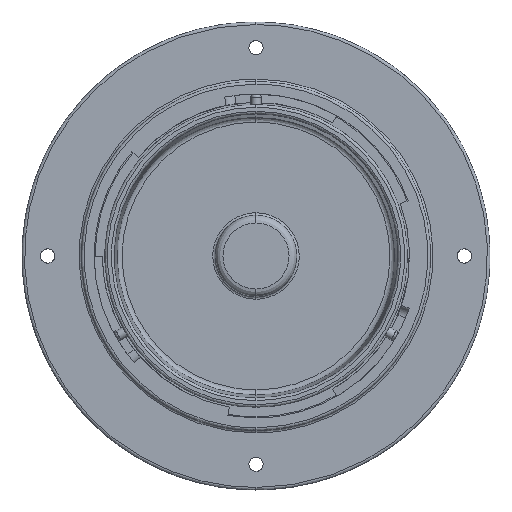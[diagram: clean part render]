
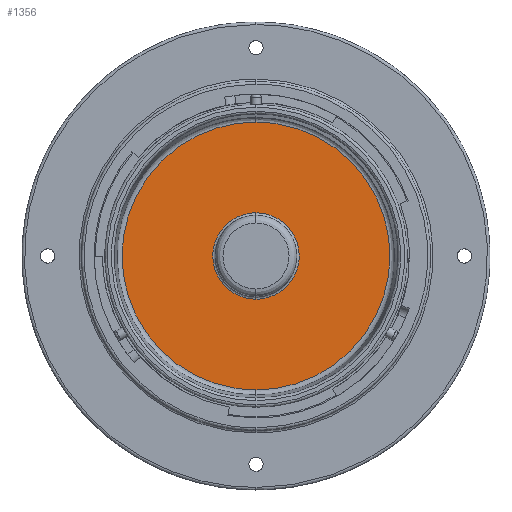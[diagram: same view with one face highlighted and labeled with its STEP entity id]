
A CAD part, front view. The second image highlights one B-rep face of the part: STEP entity #1356.
In plain terms, the highlighted free-form (B-spline) face has degree [1, 1] with [2, 2] control points.
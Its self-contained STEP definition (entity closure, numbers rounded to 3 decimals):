
#220 = VERTEX_POINT('',#221);
#221 = CARTESIAN_POINT('',(0.,-4.94,23.473));
#240 = VERTEX_POINT('',#241);
#241 = CARTESIAN_POINT('',(0.,-4.94,
    -23.473));
#247 = EDGE_CURVE('',#240,#220,#248,.T.);
#248 = ( BOUNDED_CURVE() B_SPLINE_CURVE(2,(#249,#250,#251,#252,#253),
.UNSPECIFIED.,.F.,.F.) B_SPLINE_CURVE_WITH_KNOTS((3,2,3),(3.142,
4.712,6.283),.PIECEWISE_BEZIER_KNOTS.) CURVE() 
GEOMETRIC_REPRESENTATION_ITEM() RATIONAL_B_SPLINE_CURVE((1.,
0.707,1.,0.707,1.)) REPRESENTATION_ITEM('') );
#249 = CARTESIAN_POINT('',(0.,-4.94,
    -23.473));
#250 = CARTESIAN_POINT('',(-23.473,-4.94,
    -23.473));
#251 = CARTESIAN_POINT('',(-23.473,-4.94,
    0.));
#252 = CARTESIAN_POINT('',(-23.473,-4.94,
    23.473));
#253 = CARTESIAN_POINT('',(0.,-4.94,
    23.473));
#277 = VERTEX_POINT('',#278);
#278 = CARTESIAN_POINT('',(0.,-4.94,72.763));
#284 = EDGE_CURVE('',#277,#285,#287,.T.);
#285 = VERTEX_POINT('',#286);
#286 = CARTESIAN_POINT('',(0.,-4.94,
    -72.763));
#287 = ( BOUNDED_CURVE() B_SPLINE_CURVE(2,(#288,#289,#290,#291,#292),
.UNSPECIFIED.,.F.,.F.) B_SPLINE_CURVE_WITH_KNOTS((3,2,3),(0.,
1.571,3.142),.PIECEWISE_BEZIER_KNOTS.) CURVE() 
GEOMETRIC_REPRESENTATION_ITEM() RATIONAL_B_SPLINE_CURVE((1.,
0.707,1.,0.707,1.)) REPRESENTATION_ITEM('') );
#288 = CARTESIAN_POINT('',(0.,-4.94,72.763));
#289 = CARTESIAN_POINT('',(-72.763,-4.94,
    72.763));
#290 = CARTESIAN_POINT('',(-72.763,-4.94,
    0.));
#291 = CARTESIAN_POINT('',(-72.763,-4.94,
    -72.763));
#292 = CARTESIAN_POINT('',(0.,-4.94,
    -72.763));
#1356 = ADVANCED_FACE('',(#1357,#1368),#1379,.F.);
#1357 = FACE_BOUND('',#1358,.T.);
#1358 = EDGE_LOOP('',(#1359,#1360));
#1359 = ORIENTED_EDGE('',*,*,#284,.T.);
#1360 = ORIENTED_EDGE('',*,*,#1361,.T.);
#1361 = EDGE_CURVE('',#285,#277,#1362,.T.);
#1362 = ( BOUNDED_CURVE() B_SPLINE_CURVE(2,(#1363,#1364,#1365,#1366,
#1367),.UNSPECIFIED.,.F.,.F.) B_SPLINE_CURVE_WITH_KNOTS((3,2,3),(
    3.142,4.712,6.283),
.PIECEWISE_BEZIER_KNOTS.) CURVE() GEOMETRIC_REPRESENTATION_ITEM() 
RATIONAL_B_SPLINE_CURVE((1.,0.707,1.,0.707,1.)) 
REPRESENTATION_ITEM('') );
#1363 = CARTESIAN_POINT('',(0.,-4.94,
    -72.763));
#1364 = CARTESIAN_POINT('',(72.763,-4.94,
    -72.763));
#1365 = CARTESIAN_POINT('',(72.763,-4.94,
    0.));
#1366 = CARTESIAN_POINT('',(72.763,-4.94,
    72.763));
#1367 = CARTESIAN_POINT('',(0.,-4.94,
    72.763));
#1368 = FACE_BOUND('',#1369,.T.);
#1369 = EDGE_LOOP('',(#1370,#1378));
#1370 = ORIENTED_EDGE('',*,*,#1371,.T.);
#1371 = EDGE_CURVE('',#220,#240,#1372,.T.);
#1372 = ( BOUNDED_CURVE() B_SPLINE_CURVE(2,(#1373,#1374,#1375,#1376,
#1377),.UNSPECIFIED.,.F.,.F.) B_SPLINE_CURVE_WITH_KNOTS((3,2,3),(0.,
1.571,3.142),.PIECEWISE_BEZIER_KNOTS.) CURVE() 
GEOMETRIC_REPRESENTATION_ITEM() RATIONAL_B_SPLINE_CURVE((1.,
0.707,1.,0.707,1.)) REPRESENTATION_ITEM('') );
#1373 = CARTESIAN_POINT('',(0.,-4.94,23.473));
#1374 = CARTESIAN_POINT('',(23.473,-4.94,
    23.473));
#1375 = CARTESIAN_POINT('',(23.473,-4.94,
    0.));
#1376 = CARTESIAN_POINT('',(23.473,-4.94,
    -23.473));
#1377 = CARTESIAN_POINT('',(0.,-4.94,
    -23.473));
#1378 = ORIENTED_EDGE('',*,*,#247,.T.);
#1379 = B_SPLINE_SURFACE_WITH_KNOTS('',1,1,(
    (#1380,#1381)
    ,(#1382,#1383
    )),.UNSPECIFIED.,.F.,.F.,.F.,(2,2),(2,2),(-52.697,
    52.697),(1.803,107.197),
  .PIECEWISE_BEZIER_KNOTS.);
#1380 = CARTESIAN_POINT('',(-72.763,-4.94,
    -72.763));
#1381 = CARTESIAN_POINT('',(72.763,-4.94,
    -72.763));
#1382 = CARTESIAN_POINT('',(-72.763,-4.94,
    72.763));
#1383 = CARTESIAN_POINT('',(72.763,-4.94,
    72.763));
